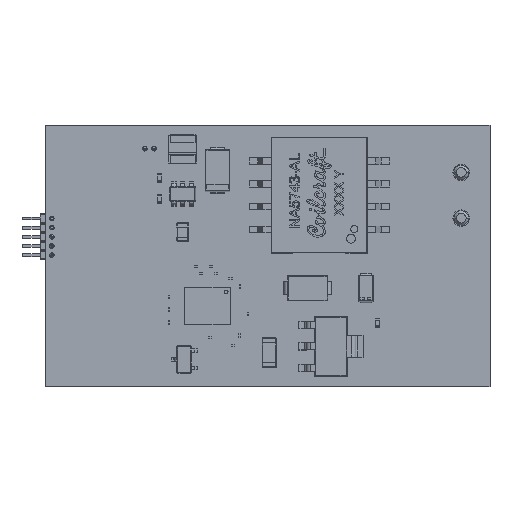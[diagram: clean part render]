
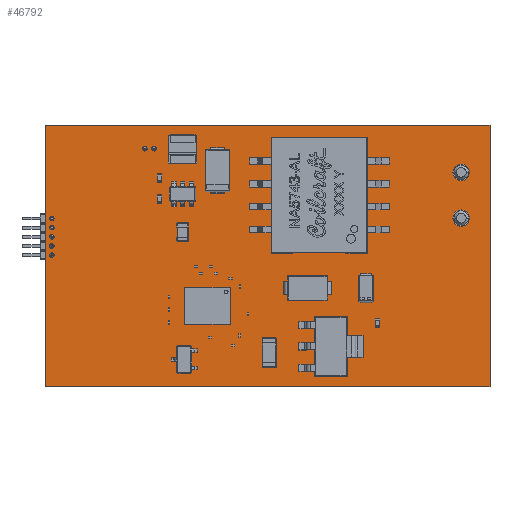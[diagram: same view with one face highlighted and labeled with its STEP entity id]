
A CAD part, top view. The second image highlights one B-rep face of the part: STEP entity #46792.
In plain terms, the highlighted planar face has unit normal (0, 0, 1).
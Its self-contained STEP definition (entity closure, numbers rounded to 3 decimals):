
#46581 = VERTEX_POINT('',#46582);
#46582 = CARTESIAN_POINT('',(183.73,-125.02,1.6));
#46588 = EDGE_CURVE('',#46581,#46589,#46591,.T.);
#46589 = VERTEX_POINT('',#46590);
#46590 = CARTESIAN_POINT('',(135.23,-125.02,1.6));
#46591 = LINE('',#46592,#46593);
#46592 = CARTESIAN_POINT('',(183.73,-125.02,1.6));
#46593 = VECTOR('',#46594,1.);
#46594 = DIRECTION('',(-1.,0.,0.));
#46621 = VERTEX_POINT('',#46622);
#46622 = CARTESIAN_POINT('',(183.73,-96.52,1.6));
#46628 = EDGE_CURVE('',#46621,#46581,#46629,.T.);
#46629 = LINE('',#46630,#46631);
#46630 = CARTESIAN_POINT('',(183.73,-96.52,1.6));
#46631 = VECTOR('',#46632,1.);
#46632 = DIRECTION('',(0.,-1.,0.));
#46650 = EDGE_CURVE('',#46589,#46651,#46653,.T.);
#46651 = VERTEX_POINT('',#46652);
#46652 = CARTESIAN_POINT('',(135.23,-96.52,1.6));
#46653 = LINE('',#46654,#46655);
#46654 = CARTESIAN_POINT('',(135.23,-125.02,1.6));
#46655 = VECTOR('',#46656,1.);
#46656 = DIRECTION('',(0.,1.,0.));
#46792 = ADVANCED_FACE('',(#46793,#46804,#46815,#46826,#46837,#46848,
    #46859,#46870,#46881,#46892),#46903,.T.);
#46793 = FACE_BOUND('',#46794,.T.);
#46794 = EDGE_LOOP('',(#46795,#46796,#46797,#46803));
#46795 = ORIENTED_EDGE('',*,*,#46588,.F.);
#46796 = ORIENTED_EDGE('',*,*,#46628,.F.);
#46797 = ORIENTED_EDGE('',*,*,#46798,.F.);
#46798 = EDGE_CURVE('',#46651,#46621,#46799,.T.);
#46799 = LINE('',#46800,#46801);
#46800 = CARTESIAN_POINT('',(135.23,-96.52,1.6));
#46801 = VECTOR('',#46802,1.);
#46802 = DIRECTION('',(1.,0.,0.));
#46803 = ORIENTED_EDGE('',*,*,#46650,.F.);
#46804 = FACE_BOUND('',#46805,.T.);
#46805 = EDGE_LOOP('',(#46806));
#46806 = ORIENTED_EDGE('',*,*,#46807,.T.);
#46807 = EDGE_CURVE('',#46808,#46808,#46810,.T.);
#46808 = VERTEX_POINT('',#46809);
#46809 = CARTESIAN_POINT('',(135.89,-110.93,1.6));
#46810 = CIRCLE('',#46811,0.25);
#46811 = AXIS2_PLACEMENT_3D('',#46812,#46813,#46814);
#46812 = CARTESIAN_POINT('',(135.89,-110.68,1.6));
#46813 = DIRECTION('',(-0.,0.,-1.));
#46814 = DIRECTION('',(-0.,-1.,0.));
#46815 = FACE_BOUND('',#46816,.T.);
#46816 = EDGE_LOOP('',(#46817));
#46817 = ORIENTED_EDGE('',*,*,#46818,.T.);
#46818 = EDGE_CURVE('',#46819,#46819,#46821,.T.);
#46819 = VERTEX_POINT('',#46820);
#46820 = CARTESIAN_POINT('',(135.89,-109.93,1.6));
#46821 = CIRCLE('',#46822,0.25);
#46822 = AXIS2_PLACEMENT_3D('',#46823,#46824,#46825);
#46823 = CARTESIAN_POINT('',(135.89,-109.68,1.6));
#46824 = DIRECTION('',(-0.,0.,-1.));
#46825 = DIRECTION('',(-0.,-1.,0.));
#46826 = FACE_BOUND('',#46827,.T.);
#46827 = EDGE_LOOP('',(#46828));
#46828 = ORIENTED_EDGE('',*,*,#46829,.T.);
#46829 = EDGE_CURVE('',#46830,#46830,#46832,.T.);
#46830 = VERTEX_POINT('',#46831);
#46831 = CARTESIAN_POINT('',(135.89,-108.93,1.6));
#46832 = CIRCLE('',#46833,0.25);
#46833 = AXIS2_PLACEMENT_3D('',#46834,#46835,#46836);
#46834 = CARTESIAN_POINT('',(135.89,-108.68,1.6));
#46835 = DIRECTION('',(-0.,0.,-1.));
#46836 = DIRECTION('',(-0.,-1.,0.));
#46837 = FACE_BOUND('',#46838,.T.);
#46838 = EDGE_LOOP('',(#46839));
#46839 = ORIENTED_EDGE('',*,*,#46840,.T.);
#46840 = EDGE_CURVE('',#46841,#46841,#46843,.T.);
#46841 = VERTEX_POINT('',#46842);
#46842 = CARTESIAN_POINT('',(135.89,-107.93,1.6));
#46843 = CIRCLE('',#46844,0.25);
#46844 = AXIS2_PLACEMENT_3D('',#46845,#46846,#46847);
#46845 = CARTESIAN_POINT('',(135.89,-107.68,1.6));
#46846 = DIRECTION('',(-0.,0.,-1.));
#46847 = DIRECTION('',(-0.,-1.,0.));
#46848 = FACE_BOUND('',#46849,.T.);
#46849 = EDGE_LOOP('',(#46850));
#46850 = ORIENTED_EDGE('',*,*,#46851,.T.);
#46851 = EDGE_CURVE('',#46852,#46852,#46854,.T.);
#46852 = VERTEX_POINT('',#46853);
#46853 = CARTESIAN_POINT('',(135.89,-106.93,1.6));
#46854 = CIRCLE('',#46855,0.25);
#46855 = AXIS2_PLACEMENT_3D('',#46856,#46857,#46858);
#46856 = CARTESIAN_POINT('',(135.89,-106.68,1.6));
#46857 = DIRECTION('',(-0.,0.,-1.));
#46858 = DIRECTION('',(-0.,-1.,0.));
#46859 = FACE_BOUND('',#46860,.T.);
#46860 = EDGE_LOOP('',(#46861));
#46861 = ORIENTED_EDGE('',*,*,#46862,.T.);
#46862 = EDGE_CURVE('',#46863,#46863,#46865,.T.);
#46863 = VERTEX_POINT('',#46864);
#46864 = CARTESIAN_POINT('',(180.59,-107.54,1.6));
#46865 = CIRCLE('',#46866,0.9);
#46866 = AXIS2_PLACEMENT_3D('',#46867,#46868,#46869);
#46867 = CARTESIAN_POINT('',(180.59,-106.64,1.6));
#46868 = DIRECTION('',(-0.,0.,-1.));
#46869 = DIRECTION('',(-0.,-1.,0.));
#46870 = FACE_BOUND('',#46871,.T.);
#46871 = EDGE_LOOP('',(#46872));
#46872 = ORIENTED_EDGE('',*,*,#46873,.T.);
#46873 = EDGE_CURVE('',#46874,#46874,#46876,.T.);
#46874 = VERTEX_POINT('',#46875);
#46875 = CARTESIAN_POINT('',(146.05,-99.31,1.6));
#46876 = CIRCLE('',#46877,0.25);
#46877 = AXIS2_PLACEMENT_3D('',#46878,#46879,#46880);
#46878 = CARTESIAN_POINT('',(146.05,-99.06,1.6));
#46879 = DIRECTION('',(-0.,0.,-1.));
#46880 = DIRECTION('',(-0.,-1.,0.));
#46881 = FACE_BOUND('',#46882,.T.);
#46882 = EDGE_LOOP('',(#46883));
#46883 = ORIENTED_EDGE('',*,*,#46884,.T.);
#46884 = EDGE_CURVE('',#46885,#46885,#46887,.T.);
#46885 = VERTEX_POINT('',#46886);
#46886 = CARTESIAN_POINT('',(147.05,-99.31,1.6));
#46887 = CIRCLE('',#46888,0.25);
#46888 = AXIS2_PLACEMENT_3D('',#46889,#46890,#46891);
#46889 = CARTESIAN_POINT('',(147.05,-99.06,1.6));
#46890 = DIRECTION('',(-0.,0.,-1.));
#46891 = DIRECTION('',(-0.,-1.,0.));
#46892 = FACE_BOUND('',#46893,.T.);
#46893 = EDGE_LOOP('',(#46894));
#46894 = ORIENTED_EDGE('',*,*,#46895,.T.);
#46895 = EDGE_CURVE('',#46896,#46896,#46898,.T.);
#46896 = VERTEX_POINT('',#46897);
#46897 = CARTESIAN_POINT('',(180.59,-102.54,1.6));
#46898 = CIRCLE('',#46899,0.9);
#46899 = AXIS2_PLACEMENT_3D('',#46900,#46901,#46902);
#46900 = CARTESIAN_POINT('',(180.59,-101.64,1.6));
#46901 = DIRECTION('',(-0.,0.,-1.));
#46902 = DIRECTION('',(-0.,-1.,0.));
#46903 = PLANE('',#46904);
#46904 = AXIS2_PLACEMENT_3D('',#46905,#46906,#46907);
#46905 = CARTESIAN_POINT('',(0.,0.,1.6));
#46906 = DIRECTION('',(0.,0.,1.));
#46907 = DIRECTION('',(1.,0.,-0.));
